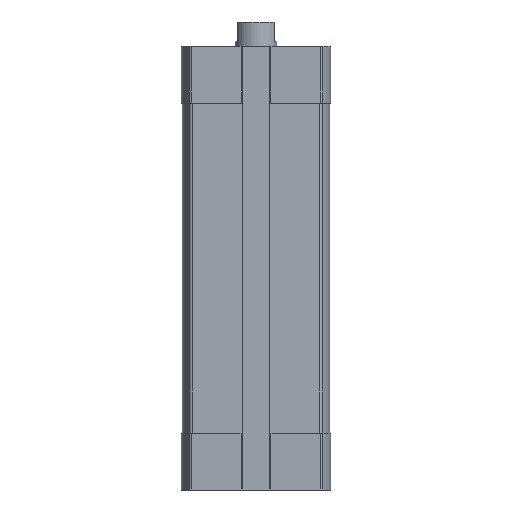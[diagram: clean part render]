
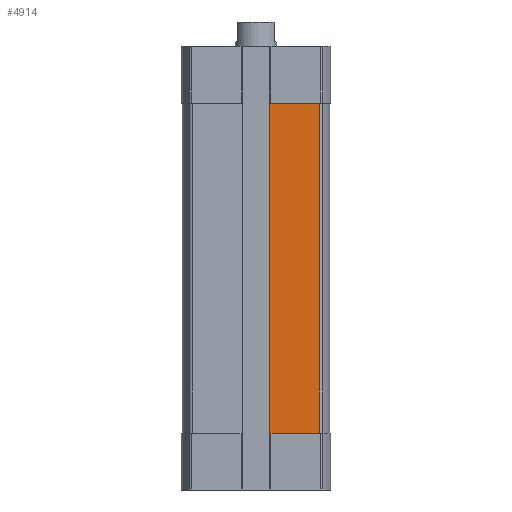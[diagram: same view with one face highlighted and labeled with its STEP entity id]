
A CAD part, left-side view. The second image highlights one B-rep face of the part: STEP entity #4914.
In plain terms, the highlighted planar face has unit normal (-1, 0, 0).
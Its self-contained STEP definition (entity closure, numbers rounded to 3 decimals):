
#72=PLANE('',#5353);
#294=LINE('',#7533,#692);
#392=LINE('',#7878,#790);
#395=LINE('',#7890,#793);
#398=LINE('',#7894,#796);
#692=VECTOR('',#5862,1000.);
#790=VECTOR('',#6226,1000.);
#793=VECTOR('',#6239,1000.);
#796=VECTOR('',#6244,1000.);
#1769=ORIENTED_EDGE('',*,*,#2941,.T.);
#1770=ORIENTED_EDGE('',*,*,#2932,.T.);
#1771=ORIENTED_EDGE('',*,*,#2938,.F.);
#1772=ORIENTED_EDGE('',*,*,#2758,.F.);
#2758=EDGE_CURVE('',#3433,#3434,#294,.T.);
#2932=EDGE_CURVE('',#3548,#3546,#392,.T.);
#2938=EDGE_CURVE('',#3434,#3546,#395,.T.);
#2941=EDGE_CURVE('',#3433,#3548,#398,.T.);
#3433=VERTEX_POINT('',#7532);
#3434=VERTEX_POINT('',#7534);
#3546=VERTEX_POINT('',#7876);
#3548=VERTEX_POINT('',#7879);
#4108=EDGE_LOOP('',(#1769,#1770,#1771,#1772));
#4508=FACE_BOUND('',#4108,.T.);
#4914=ADVANCED_FACE('',(#4508),#72,.T.);
#5353=AXIS2_PLACEMENT_3D('',#7895,#6245,#6246);
#5862=DIRECTION('',(0.,0.,1.));
#6226=DIRECTION('',(0.,0.,1.));
#6239=DIRECTION('',(0.,-1.,0.));
#6244=DIRECTION('',(0.,-1.,0.));
#6245=DIRECTION('',(-1.,0.,0.));
#6246=DIRECTION('',(0.,0.,1.));
#7532=CARTESIAN_POINT('',(-14.25,-2.7,-74.8));
#7533=CARTESIAN_POINT('',(-14.25,-2.7,-85.8));
#7534=CARTESIAN_POINT('',(-14.25,-2.7,-11.));
#7876=CARTESIAN_POINT('',(-14.25,-12.347,-11.));
#7878=CARTESIAN_POINT('',(-14.25,-12.347,-74.8));
#7879=CARTESIAN_POINT('',(-14.25,-12.347,-74.8));
#7890=CARTESIAN_POINT('',(-14.25,12.347,-11.));
#7894=CARTESIAN_POINT('',(-14.25,12.347,-74.8));
#7895=CARTESIAN_POINT('',(-14.25,12.347,-74.8));
